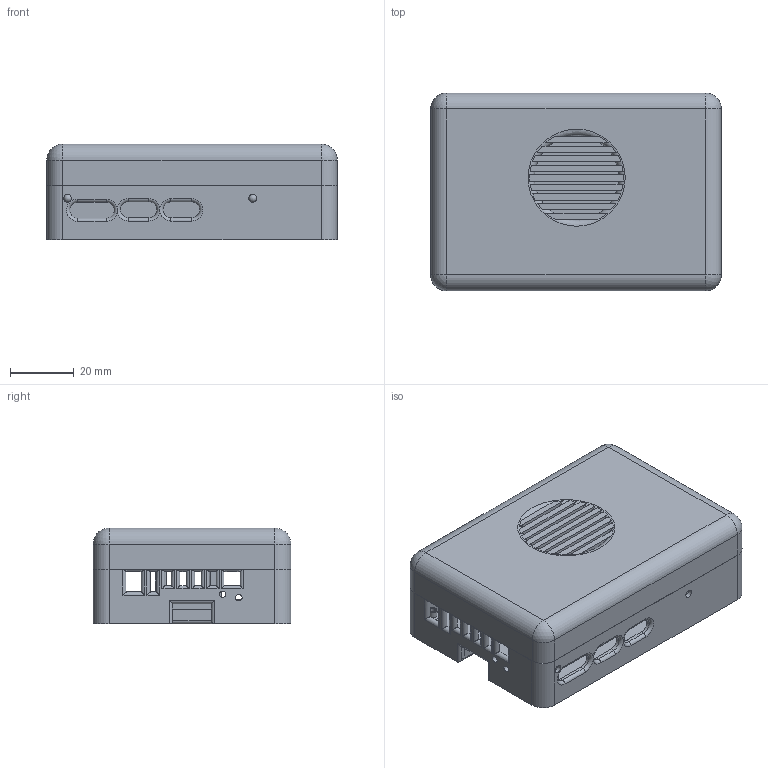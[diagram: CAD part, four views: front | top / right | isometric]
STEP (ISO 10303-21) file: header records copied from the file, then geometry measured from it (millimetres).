
FILE_DESCRIPTION(/* description */ (''),/* implementation_level */ '2;1');
FILE_NAME(/* name */ 'raspberry5case v23 v2.step',/* time_stamp */ '2024-01-29T22:18:18+05:30',/* author */ (''),/* organization */ (''),/* preprocessor_version */ 'ST-DEVELOPER v20',/* originating_system */ 'Autodesk Translation Framework v12.14.0.127',/* authorisation */ '');
FILE_SCHEMA (('AUTOMOTIVE_DESIGN { 1 0 10303 214 3 1 1 }'));
Length unit declared in the file: millimetre
Products named in the file (1): raspberry5case v23
Bounding box: 91.03 x 62 x 30.02 mm (x, y, z)
Volume: 35343.3 mm3; surface area: 40148.1 mm2
Topology: 2 solids, 2 shells, 312 faces, 892 edges, 562 vertices
Faces by surface type: plane 158, cylinder 105, torus 23, bspline 14, sphere 12
Full cylindrical faces by diameter (mm): 1.5 x4, 2 x1, 2.5 x4, 2.7 x4, 5.7 x4, 26.443 x1, 28.443 x1
Entity records: 11197 total; most frequent: CARTESIAN_POINT 2901, ORIENTED_EDGE 1768, DIRECTION 1715, EDGE_CURVE 884, AXIS2_PLACEMENT_3D 606, VERTEX_POINT 562, LINE 503, VECTOR 503
